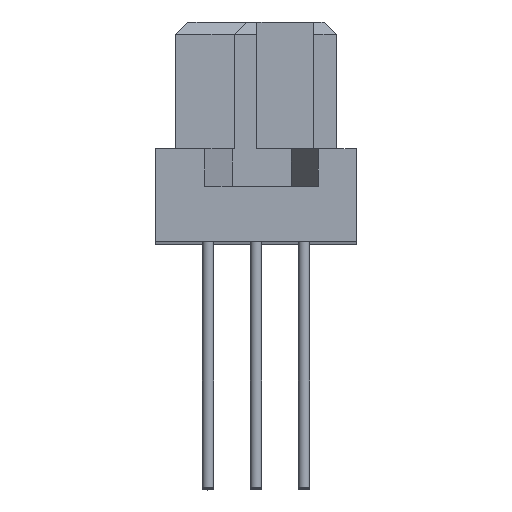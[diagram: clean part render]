
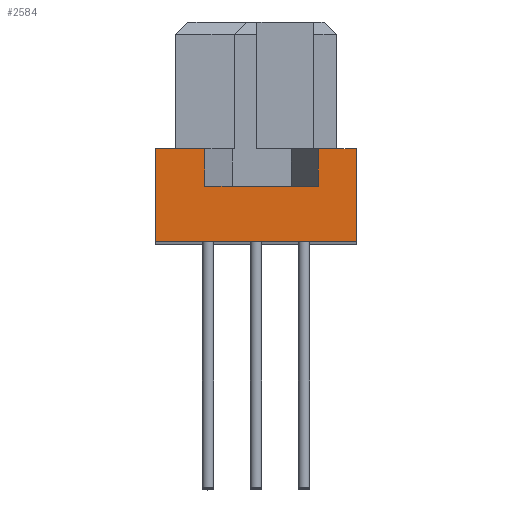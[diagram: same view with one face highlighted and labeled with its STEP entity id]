
A CAD part, top view. The second image highlights one B-rep face of the part: STEP entity #2584.
In plain terms, the highlighted planar face has unit normal (0, 0, 1).
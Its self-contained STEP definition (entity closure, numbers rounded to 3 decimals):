
#2584=ADVANCED_FACE('',(#3823),#3204,.T.);
#3204=PLANE('',#14151);
#3823=FACE_OUTER_BOUND('',#4637,.T.);
#4637=EDGE_LOOP('',(#7183,#7184,#7185,#7186,#7187,#7188,#7189,#7190));
#7183=ORIENTED_EDGE('',*,*,#10253,.T.);
#7184=ORIENTED_EDGE('',*,*,#10171,.T.);
#7185=ORIENTED_EDGE('',*,*,#10254,.F.);
#7186=ORIENTED_EDGE('',*,*,#10255,.F.);
#7187=ORIENTED_EDGE('',*,*,#10256,.F.);
#7188=ORIENTED_EDGE('',*,*,#10257,.F.);
#7189=ORIENTED_EDGE('',*,*,#10258,.F.);
#7190=ORIENTED_EDGE('',*,*,#10166,.T.);
#8745=VERTEX_POINT('',#20309);
#8746=VERTEX_POINT('',#20311);
#8749=VERTEX_POINT('',#20321);
#8750=VERTEX_POINT('',#20322);
#8804=VERTEX_POINT('',#20487);
#8805=VERTEX_POINT('',#20489);
#8806=VERTEX_POINT('',#20491);
#8807=VERTEX_POINT('',#20493);
#10166=EDGE_CURVE('',#8746,#8745,#11500,.T.);
#10171=EDGE_CURVE('',#8749,#8750,#11505,.T.);
#10253=EDGE_CURVE('',#8745,#8749,#11587,.T.);
#10254=EDGE_CURVE('',#8804,#8750,#11588,.T.);
#10255=EDGE_CURVE('',#8805,#8804,#11589,.T.);
#10256=EDGE_CURVE('',#8806,#8805,#11590,.T.);
#10257=EDGE_CURVE('',#8807,#8806,#11591,.T.);
#10258=EDGE_CURVE('',#8746,#8807,#11592,.T.);
#11500=LINE('',#20310,#12786);
#11505=LINE('',#20320,#12791);
#11587=LINE('',#20484,#12873);
#11588=LINE('',#20486,#12874);
#11589=LINE('',#20488,#12875);
#11590=LINE('',#20490,#12876);
#11591=LINE('',#20492,#12877);
#11592=LINE('',#20494,#12878);
#12786=VECTOR('',#17069,1.);
#12791=VECTOR('',#17078,1.);
#12873=VECTOR('',#17214,1.);
#12874=VECTOR('',#17217,1.);
#12875=VECTOR('',#17218,1.);
#12876=VECTOR('',#17219,1.);
#12877=VECTOR('',#17220,1.);
#12878=VECTOR('',#17221,1.);
#14151=AXIS2_PLACEMENT_3D('',#20495,#17222,#17223);
#17069=DIRECTION('',(0.,-1.,0.));
#17078=DIRECTION('',(0.,1.,0.));
#17214=DIRECTION('',(-1.,0.,0.));
#17217=DIRECTION('',(1.,0.,0.));
#17218=DIRECTION('',(0.,1.,0.));
#17219=DIRECTION('',(-1.,0.,0.));
#17220=DIRECTION('',(0.,-1.,0.));
#17221=DIRECTION('',(1.,0.,0.));
#17222=DIRECTION('',(0.,0.,1.));
#17223=DIRECTION('',(1.,0.,0.));
#20309=CARTESIAN_POINT('',(-38.158,-17.875,120.949));
#20310=CARTESIAN_POINT('',(-38.158,-15.875,120.949));
#20311=CARTESIAN_POINT('',(-38.158,-15.875,120.949));
#20320=CARTESIAN_POINT('',(-44.158,-17.875,120.949));
#20321=CARTESIAN_POINT('',(-44.158,-17.875,120.949));
#20322=CARTESIAN_POINT('',(-44.158,-15.875,120.949));
#20484=CARTESIAN_POINT('',(-38.158,-17.875,120.949));
#20486=CARTESIAN_POINT('',(-46.758,-15.875,120.949));
#20487=CARTESIAN_POINT('',(-46.758,-15.875,120.949));
#20488=CARTESIAN_POINT('',(-46.758,-20.775,120.949));
#20489=CARTESIAN_POINT('',(-46.758,-20.775,120.949));
#20490=CARTESIAN_POINT('',(-36.158,-20.775,120.949));
#20491=CARTESIAN_POINT('',(-36.158,-20.775,120.949));
#20492=CARTESIAN_POINT('',(-36.158,-15.875,120.949));
#20493=CARTESIAN_POINT('',(-36.158,-15.875,120.949));
#20494=CARTESIAN_POINT('',(-38.158,-15.875,120.949));
#20495=CARTESIAN_POINT('',(-47.288,-21.355,120.949));
